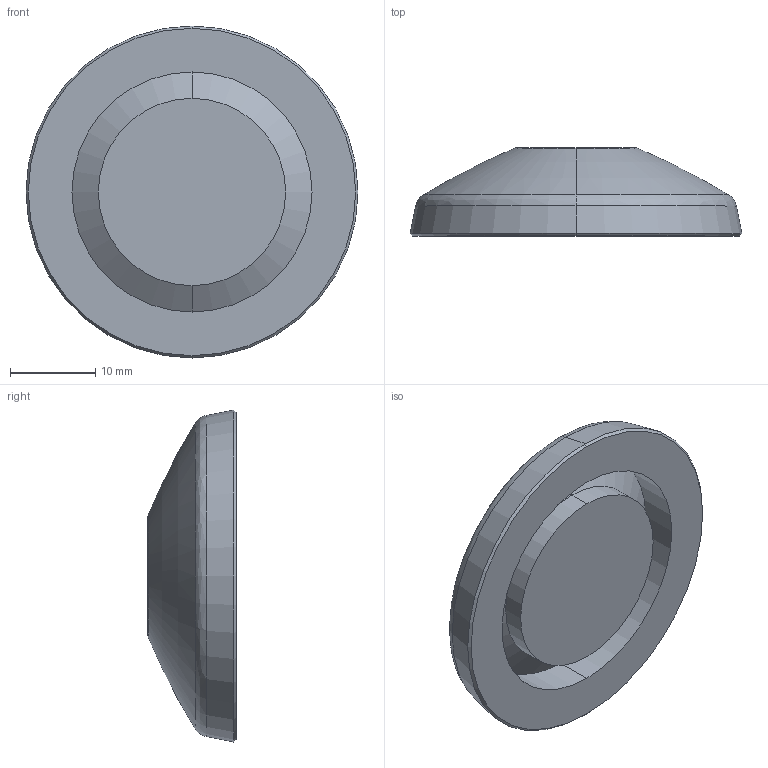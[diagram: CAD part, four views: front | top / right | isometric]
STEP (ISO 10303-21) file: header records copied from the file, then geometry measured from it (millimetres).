
FILE_DESCRIPTION (( 'STEP AP203' ), '1' );
FILE_NAME ('203600115_c_1.STEP', '2022-12-26T03:06:09', ( '' ), ( '' ), 'SwSTEP 2.0', 'SolidWorks 2014', '' );
FILE_SCHEMA (( 'CONFIG_CONTROL_DESIGN' ));
Length unit declared in the file: millimetre
Products named in the file (1): 203600115_c_1
Bounding box: 39 x 10.4 x 39 mm (x, y, z)
Volume: 7253.3 mm3; surface area: 3682.1 mm2
Topology: 1 solids, 1 shells, 24 faces, 50 edges, 28 vertices
Faces by surface type: cone 8, bspline 7, cylinder 4, plane 3, torus 2
Entity records: 782 total; most frequent: CARTESIAN_POINT 218, DIRECTION 112, ORIENTED_EDGE 96, AXIS2_PLACEMENT_3D 50, EDGE_CURVE 48, CIRCLE 32, VERTEX_POINT 28, EDGE_LOOP 26
